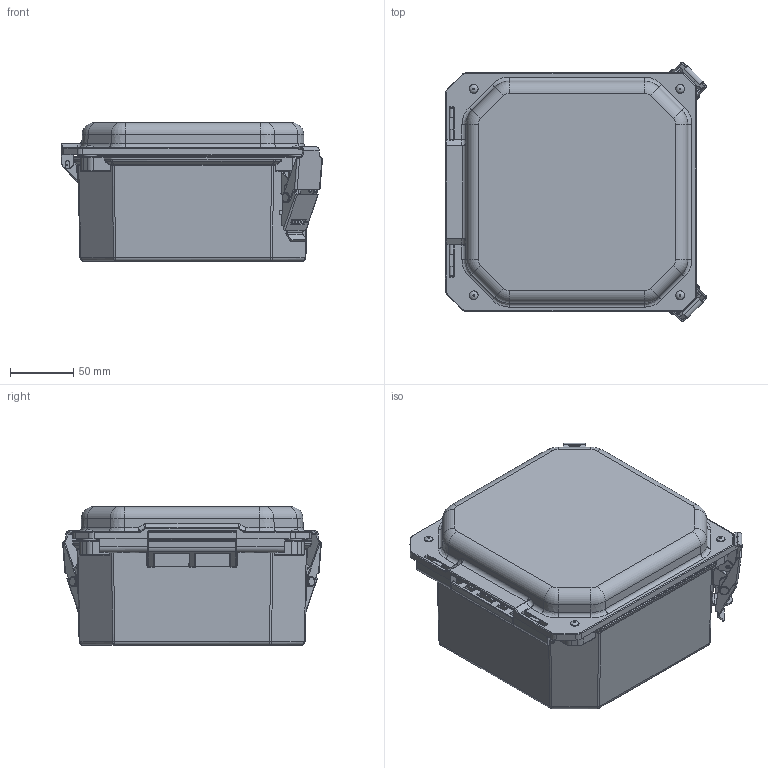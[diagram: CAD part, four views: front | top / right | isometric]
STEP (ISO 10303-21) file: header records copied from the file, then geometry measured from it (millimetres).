
FILE_DESCRIPTION (( 'STEP AP214' ), '1' );
FILE_NAME ('FRCC60604HPL.STEP', '2018-11-01T15:56:42', ( '' ), ( '' ), 'SwSTEP 2.0', 'SolidWorks 2018', '' );
FILE_SCHEMA (( 'AUTOMOTIVE_DESIGN' ));
Length unit declared in the file: inch
Products named in the file (1): FRCC60604HPL
Bounding box: 205.95 x 204.31 x 109.52 mm (x, y, z)
Volume: 527604.9 mm3; surface area: 327248.5 mm2
Topology: 31 solids, 31 shells, 2131 faces, 5172 edges, 3052 vertices
Faces by surface type: cylinder 833, plane 648, bspline 528, cone 102, torus 20
Full cylindrical faces by diameter (mm): 3.429 x20, 3.48 x2, 3.81 x4, 3.861 x8, 3.962 x12, 5.3 x4, 5.563 x4, 6.248 x12, 6.401 x4, 7.62 x4, 7.925 x6, 9.525 x2
Entity records: 113561 total; most frequent: CARTESIAN_POINT 41812, ORIENTED_EDGE 9852, DIRECTION 7418, EDGE_CURVE 4926, VERTEX_POINT 3005, AXIS2_PLACEMENT_3D 2571, EDGE_LOOP 2397, VECTOR 2276
